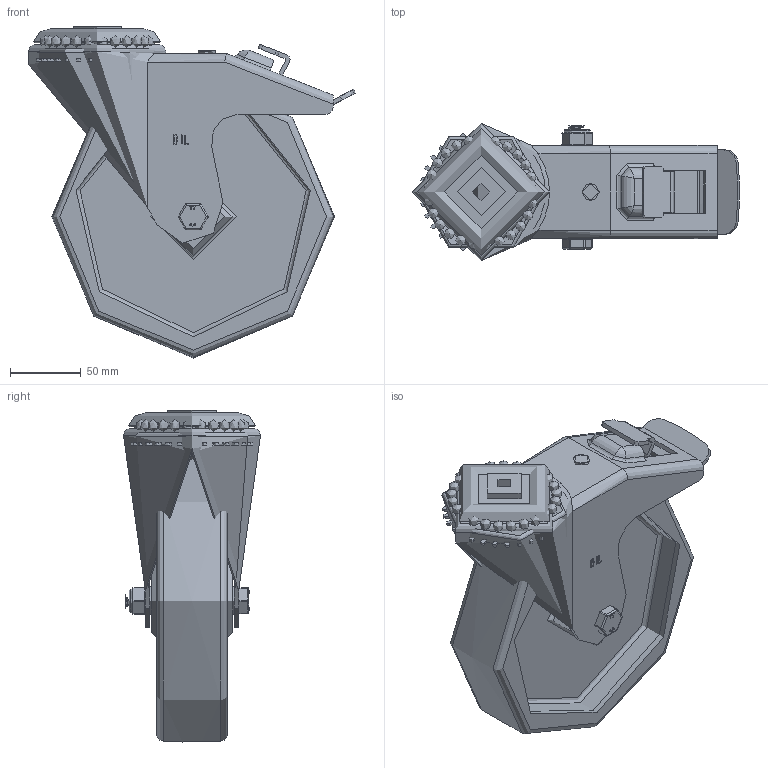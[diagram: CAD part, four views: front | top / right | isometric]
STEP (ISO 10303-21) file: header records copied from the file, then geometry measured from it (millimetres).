
FILE_DESCRIPTION(/* description */ ('','CAx-IF Rec.Pracs.---Representation and Presentation of Product Manufacturing Information (PMI)---4.0---2014-10-13'),/* implementation_level */ '2;1');
FILE_NAME(/* name */ 'BZMM200PNBBH12SWB.step',/* time_stamp */ '2024-12-20T11:29:03Z',/* author */ (''),/* organization */ (''),/* preprocessor_version */ 'ST-DEVELOPER v20',/* originating_system */ 'Autodesk Translation Framework v13.20.0.188',/* authorisation */ '');
FILE_SCHEMA (('AP242_MANAGED_MODEL_BASED_3D_ENGINEERING_MIM_LF { 1 0 10303 442 1 1 4 }'));
Length unit declared in the file: millimetre
Products named in the file (31): BZMM200PNBBH12SWB; BZMM200ASBH12SWB v1; ZINC PLATED, PRESSED STEEL HEAD; ZINC PLATED, PRESSED STEEL HEAD Geometry; ZINC PLATED, PRESSED STEEL BRAKE PEDAL; ZINC PLATED, PRESSED STEEL FORKS; ZINC PLATED, PRESSED STEEL FORKS Geometry; BOLT; NYLOC THIN NUT; NUT; SEAL; BRAKE PAD; BRAKE PAD Geometry; BRAKE BOLT; BZH200WPNRB v3; NYLON RIM; POLYURETHANE TYRE; RBM20X30X50 v1; NYLON ROLLER BEARING; NYLON CAGE; RIBS; Component5; CAP; TUBEM20X60 v1; ZINC PLATED STEEL TUBE; HEXBOLTM12X80Z8.8 v2; GRADE 8.8 ZINC PLATED BOLT; NYLOCM12Z v1; NYLOC NUT; NUT (1); RUBBER
Assembly tree (39 placements, depth 6):
  BZMM200PNBBH12SWB
    BZMM200ASBH12SWB v1
      ZINC PLATED, PRESSED STEEL HEAD
        ZINC PLATED, PRESSED STEEL HEAD Geometry
      ZINC PLATED, PRESSED STEEL BRAKE PEDAL
      ZINC PLATED, PRESSED STEEL FORKS
        ZINC PLATED, PRESSED STEEL FORKS Geometry
        BOLT
        NYLOC THIN NUT
          NUT
          SEAL
      BRAKE PAD
        BRAKE PAD Geometry
        BRAKE BOLT
    BZH200WPNRB v3
      NYLON RIM
      POLYURETHANE TYRE
      RBM20X30X50 v1
        NYLON ROLLER BEARING
          NYLON CAGE
          RIBS
            Component5  x10
      CAP
    TUBEM20X60 v1
      ZINC PLATED STEEL TUBE
    HEXBOLTM12X80Z8.8 v2
      GRADE 8.8 ZINC PLATED BOLT
    NYLOCM12Z v1
      NYLOC NUT
        NUT (1)
        RUBBER
Bounding box: 231.38 x 97 x 234.93 mm (x, y, z)
Volume: 992527.3 mm3; surface area: 351566.1 mm2
Topology: 71 solids, 71 shells, 843 faces, 2183 edges, 1398 vertices
Faces by surface type: plane 397, cylinder 280, sphere 69, bspline 63, torus 25, cone 9
Full cylindrical faces by diameter (mm): 6 x5, 7 x2, 9.5 x1, 9.836 x18, 10 x2, 11.834 x18, 12 x4, 12.2 x1, 12.3 x2, 12.5 x1, 14 x2, 18 x1, 18.5 x1, 19.9 x1, 20 x1, 20.5 x2, 24 x1, 29.5 x1, 30 x1, 32 x2, 34 x1, 39 x1, 51 x1, 55 x2, 58 x1, 78 x1, 91 x1, 97 x1, 170 x4, 178 x2
Entity records: 34533 total; most frequent: CARTESIAN_POINT 14048, DIRECTION 4122, ORIENTED_EDGE 4074, EDGE_CURVE 2037, AXIS2_PLACEMENT_3D 1496, VERTEX_POINT 1362, LINE 1130, VECTOR 1130
